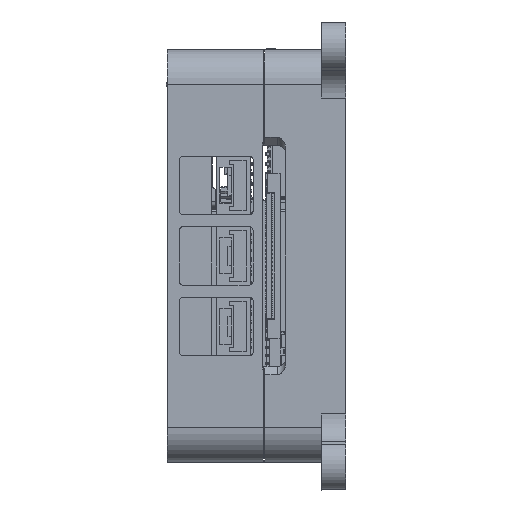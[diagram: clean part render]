
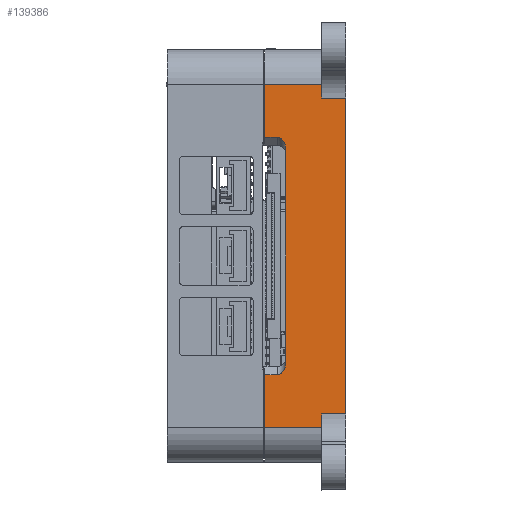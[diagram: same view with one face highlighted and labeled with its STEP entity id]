
A CAD part, left-side view. The second image highlights one B-rep face of the part: STEP entity #139386.
In plain terms, the highlighted planar face has unit normal (-1, 0, 0).
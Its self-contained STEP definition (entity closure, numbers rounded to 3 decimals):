
#1117=ELLIPSE('',#158714,1.414,1.);
#1119=ELLIPSE('',#158725,1.414,1.);
#11261=FACE_OUTER_BOUND('',#18483,.T.);
#18483=EDGE_LOOP('',(#121777,#121778,#121779,#121780,#121781,#121782,#121783,
#121784,#121785,#121786,#121787,#121788,#121789,#121790));
#34222=LINE('',#237141,#51453);
#34849=LINE('',#239315,#52080);
#34862=LINE('',#239350,#52093);
#34870=LINE('',#239367,#52101);
#34872=LINE('',#239374,#52103);
#34877=LINE('',#239388,#52108);
#34878=LINE('',#239390,#52109);
#34879=LINE('',#239392,#52110);
#34880=LINE('',#239393,#52111);
#34881=LINE('',#239395,#52112);
#34882=LINE('',#239397,#52113);
#34883=LINE('',#239398,#52114);
#51453=VECTOR('',#193553,10.);
#52080=VECTOR('',#195208,10.);
#52093=VECTOR('',#195241,10.);
#52101=VECTOR('',#195251,10.);
#52103=VECTOR('',#195261,10.);
#52108=VECTOR('',#195272,10.);
#52109=VECTOR('',#195273,10.);
#52110=VECTOR('',#195274,10.);
#52111=VECTOR('',#195275,10.);
#52112=VECTOR('',#195276,10.);
#52113=VECTOR('',#195277,10.);
#52114=VECTOR('',#195278,10.);
#64985=VERTEX_POINT('',#237138);
#64986=VERTEX_POINT('',#237140);
#65652=VERTEX_POINT('',#239312);
#65653=VERTEX_POINT('',#239314);
#65656=VERTEX_POINT('',#239322);
#65665=VERTEX_POINT('',#239349);
#65672=VERTEX_POINT('',#239364);
#65673=VERTEX_POINT('',#239366);
#65674=VERTEX_POINT('',#239373);
#65680=VERTEX_POINT('',#239387);
#65681=VERTEX_POINT('',#239389);
#65682=VERTEX_POINT('',#239391);
#65683=VERTEX_POINT('',#239394);
#65684=VERTEX_POINT('',#239396);
#83925=EDGE_CURVE('',#64986,#64985,#34222,.T.);
#84855=EDGE_CURVE('',#65652,#65653,#34849,.T.);
#84859=EDGE_CURVE('',#65653,#65656,#1117,.T.);
#84873=EDGE_CURVE('',#65665,#65656,#34862,.T.);
#84881=EDGE_CURVE('',#65673,#65672,#34870,.T.);
#84883=EDGE_CURVE('',#65672,#65665,#1119,.T.);
#84885=EDGE_CURVE('',#65674,#65673,#34872,.T.);
#84892=EDGE_CURVE('',#65652,#65680,#34877,.T.);
#84893=EDGE_CURVE('',#65681,#65680,#34878,.T.);
#84894=EDGE_CURVE('',#65681,#65682,#34879,.T.);
#84895=EDGE_CURVE('',#64986,#65682,#34880,.T.);
#84896=EDGE_CURVE('',#65683,#64985,#34881,.T.);
#84897=EDGE_CURVE('',#65683,#65684,#34882,.T.);
#84898=EDGE_CURVE('',#65684,#65674,#34883,.T.);
#121777=ORIENTED_EDGE('',*,*,#84855,.F.);
#121778=ORIENTED_EDGE('',*,*,#84892,.T.);
#121779=ORIENTED_EDGE('',*,*,#84893,.F.);
#121780=ORIENTED_EDGE('',*,*,#84894,.T.);
#121781=ORIENTED_EDGE('',*,*,#84895,.F.);
#121782=ORIENTED_EDGE('',*,*,#83925,.T.);
#121783=ORIENTED_EDGE('',*,*,#84896,.F.);
#121784=ORIENTED_EDGE('',*,*,#84897,.T.);
#121785=ORIENTED_EDGE('',*,*,#84898,.T.);
#121786=ORIENTED_EDGE('',*,*,#84885,.T.);
#121787=ORIENTED_EDGE('',*,*,#84881,.T.);
#121788=ORIENTED_EDGE('',*,*,#84883,.T.);
#121789=ORIENTED_EDGE('',*,*,#84873,.T.);
#121790=ORIENTED_EDGE('',*,*,#84859,.F.);
#132868=PLANE('',#158730);
#139386=ADVANCED_FACE('',(#11261),#132868,.T.);
#158714=AXIS2_PLACEMENT_3D('',#239323,#195214,#195215);
#158725=AXIS2_PLACEMENT_3D('',#239370,#195255,#195256);
#158730=AXIS2_PLACEMENT_3D('',#239386,#195270,#195271);
#193553=DIRECTION('',(0.,0.,1.));
#195208=DIRECTION('',(0.,-1.,0.));
#195214=DIRECTION('center_axis',(-1.,0.,
0.));
#195215=DIRECTION('ref_axis',(0.,0.,
-1.));
#195241=DIRECTION('',(0.,0.,-1.));
#195251=DIRECTION('',(0.,-1.,0.));
#195255=DIRECTION('center_axis',(1.,0.,0.));
#195256=DIRECTION('ref_axis',(0.,0.,
1.));
#195261=DIRECTION('',(0.,0.,-1.));
#195270=DIRECTION('center_axis',(-1.,0.,
0.));
#195271=DIRECTION('ref_axis',(0.,0.,
1.));
#195272=DIRECTION('',(0.,0.,-1.));
#195273=DIRECTION('',(0.,1.,0.));
#195274=DIRECTION('',(0.,0.,1.));
#195275=DIRECTION('',(0.,1.,0.));
#195276=DIRECTION('',(0.,-1.,0.));
#195277=DIRECTION('',(0.,0.,1.));
#195278=DIRECTION('',(0.,1.,0.));
#237138=CARTESIAN_POINT('',(-50.57,0.,19.576));
#237140=CARTESIAN_POINT('',(-50.57,0.,-19.576));
#237141=CARTESIAN_POINT('',(-50.57,0.,-21.931));
#239312=CARTESIAN_POINT('',(-50.57,10.077,-14.69));
#239314=CARTESIAN_POINT('',(-50.57,8.474,-14.69));
#239315=CARTESIAN_POINT('',(-50.57,4.237,-14.69));
#239322=CARTESIAN_POINT('',(-50.57,7.474,-13.276));
#239323=CARTESIAN_POINT('Origin',(-50.57,8.474,-13.276));
#239349=CARTESIAN_POINT('',(-50.57,7.474,13.276));
#239350=CARTESIAN_POINT('',(-50.57,7.474,-4.62));
#239364=CARTESIAN_POINT('',(-50.57,8.474,14.69));
#239366=CARTESIAN_POINT('',(-50.57,10.077,14.69));
#239367=CARTESIAN_POINT('',(-50.57,4.237,14.69));
#239370=CARTESIAN_POINT('Origin',(-50.57,8.474,13.276));
#239373=CARTESIAN_POINT('',(-50.57,10.077,21.27));
#239374=CARTESIAN_POINT('',(-50.57,10.077,-10.965));
#239386=CARTESIAN_POINT('Origin',(-50.57,0.,
-21.931));
#239387=CARTESIAN_POINT('',(-50.57,10.077,-21.27));
#239388=CARTESIAN_POINT('',(-50.57,10.077,-10.965));
#239389=CARTESIAN_POINT('',(-50.57,3.,-21.27));
#239390=CARTESIAN_POINT('',(-50.57,3.,-21.27));
#239391=CARTESIAN_POINT('',(-50.57,3.,-19.576));
#239392=CARTESIAN_POINT('',(-50.57,3.,-10.965));
#239393=CARTESIAN_POINT('',(-50.57,0.,-19.576));
#239394=CARTESIAN_POINT('',(-50.57,3.,19.576));
#239395=CARTESIAN_POINT('',(-50.57,0.,19.576));
#239396=CARTESIAN_POINT('',(-50.57,3.,21.27));
#239397=CARTESIAN_POINT('',(-50.57,3.,-10.965));
#239398=CARTESIAN_POINT('',(-50.57,3.,21.27));
